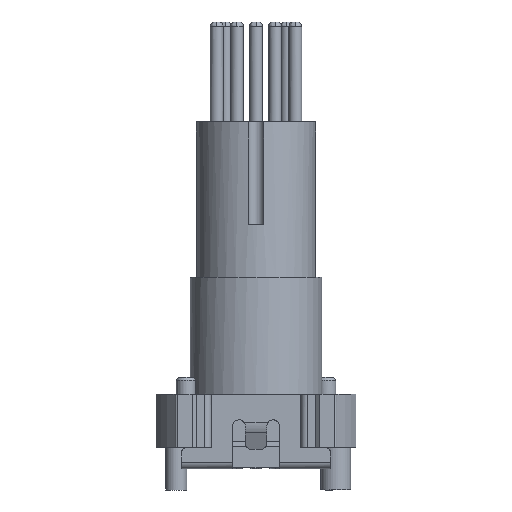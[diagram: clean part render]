
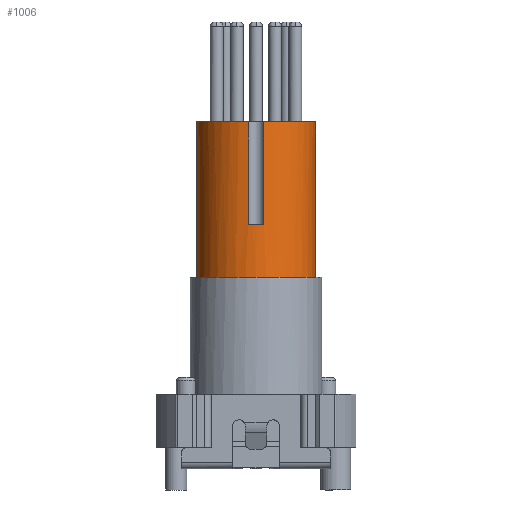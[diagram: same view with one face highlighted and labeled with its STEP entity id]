
A CAD part, left-side view. The second image highlights one B-rep face of the part: STEP entity #1006.
In plain terms, the highlighted cylindrical face has radius 2.8 mm (diameter 5.6 mm), a partial arc.
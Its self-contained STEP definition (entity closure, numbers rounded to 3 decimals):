
#279=AXIS2_PLACEMENT_3D('Circle Axis2P3D',#277,#278,$) ;
#293=AXIS2_PLACEMENT_3D('Circle Axis2P3D',#291,#292,$) ;
#975=AXIS2_PLACEMENT_3D('Cylinder Axis2P3D',#972,#973,#974) ;
#986=AXIS2_PLACEMENT_3D('Circle Axis2P3D',#984,#985,$) ;
#258=CARTESIAN_POINT('Vertex',(2.425,5.075,17.3)) ;
#274=CARTESIAN_POINT('Vertex',(2.425,4.325,17.3)) ;
#277=CARTESIAN_POINT('Axis2P3D Location',(5.2,4.7,17.3)) ;
#281=CARTESIAN_POINT('Vertex',(5.2,1.9,17.3)) ;
#288=CARTESIAN_POINT('Vertex',(5.2,7.5,17.3)) ;
#291=CARTESIAN_POINT('Axis2P3D Location',(5.2,4.7,17.3)) ;
#906=CARTESIAN_POINT('Line Origine',(2.425,4.325,14.9)) ;
#910=CARTESIAN_POINT('Vertex',(2.425,4.325,12.5)) ;
#932=CARTESIAN_POINT('Control Point',(2.425,4.325,12.5)) ;
#933=CARTESIAN_POINT('Control Point',(2.405,4.474,12.5)) ;
#934=CARTESIAN_POINT('Control Point',(2.395,4.624,12.5)) ;
#935=CARTESIAN_POINT('Control Point',(2.395,4.776,12.5)) ;
#936=CARTESIAN_POINT('Control Point',(2.405,4.926,12.5)) ;
#937=CARTESIAN_POINT('Control Point',(2.425,5.075,12.5)) ;
#938=CARTESIAN_POINT('Vertex',(2.425,5.075,12.5)) ;
#959=CARTESIAN_POINT('Line Origine',(2.425,5.075,14.9)) ;
#972=CARTESIAN_POINT('Axis2P3D Location',(5.2,4.7,9.8)) ;
#977=CARTESIAN_POINT('Line Origine',(5.2,7.5,9.8)) ;
#981=CARTESIAN_POINT('Vertex',(5.2,7.5,10.)) ;
#984=CARTESIAN_POINT('Axis2P3D Location',(5.2,4.7,10.)) ;
#988=CARTESIAN_POINT('Vertex',(5.2,1.9,10.)) ;
#991=CARTESIAN_POINT('Line Origine',(5.2,1.9,9.8)) ;
#278=DIRECTION('Axis2P3D Direction',(0.,0.,-1.)) ;
#292=DIRECTION('Axis2P3D Direction',(0.,0.,-1.)) ;
#907=DIRECTION('Vector Direction',(0.,0.,-1.)) ;
#960=DIRECTION('Vector Direction',(0.,0.,1.)) ;
#973=DIRECTION('Axis2P3D Direction',(0.,0.,1.)) ;
#974=DIRECTION('Axis2P3D XDirection',(0.,1.,0.)) ;
#978=DIRECTION('Vector Direction',(0.,0.,1.)) ;
#985=DIRECTION('Axis2P3D Direction',(0.,0.,1.)) ;
#992=DIRECTION('Vector Direction',(0.,0.,1.)) ;
#908=VECTOR('Line Direction',#907,1.) ;
#961=VECTOR('Line Direction',#960,1.) ;
#979=VECTOR('Line Direction',#978,1.) ;
#993=VECTOR('Line Direction',#992,1.) ;
#997=ORIENTED_EDGE('',*,*,#983,.T.) ;
#998=ORIENTED_EDGE('',*,*,#990,.T.) ;
#999=ORIENTED_EDGE('',*,*,#995,.T.) ;
#1000=ORIENTED_EDGE('',*,*,#283,.T.) ;
#1001=ORIENTED_EDGE('',*,*,#912,.T.) ;
#1002=ORIENTED_EDGE('',*,*,#940,.T.) ;
#1003=ORIENTED_EDGE('',*,*,#963,.T.) ;
#1004=ORIENTED_EDGE('',*,*,#295,.T.) ;
#1006=ADVANCED_FACE('Hauptkoerper',(#1005),#976,.T.) ;
#931=B_SPLINE_CURVE_WITH_KNOTS('',5,(#932,#933,#934,#935,#936,#937),.UNSPECIFIED.,.F.,.U.,(6,6),(0.,1.062),.UNSPECIFIED.) ;
#280=CIRCLE('generated circle',#279,2.8) ;
#294=CIRCLE('generated circle',#293,2.8) ;
#987=CIRCLE('generated circle',#986,2.8) ;
#976=CYLINDRICAL_SURFACE('generated cylinder',#975,2.8) ;
#283=EDGE_CURVE('',#282,#275,#280,.T.) ;
#295=EDGE_CURVE('',#259,#289,#294,.T.) ;
#912=EDGE_CURVE('',#275,#911,#909,.T.) ;
#940=EDGE_CURVE('',#911,#939,#931,.T.) ;
#963=EDGE_CURVE('',#939,#259,#962,.T.) ;
#983=EDGE_CURVE('',#289,#982,#980,.F.) ;
#990=EDGE_CURVE('',#982,#989,#987,.T.) ;
#995=EDGE_CURVE('',#989,#282,#994,.T.) ;
#996=EDGE_LOOP('',(#997,#998,#999,#1000,#1001,#1002,#1003,#1004)) ;
#1005=FACE_OUTER_BOUND('',#996,.T.) ;
#909=LINE('Line',#906,#908) ;
#962=LINE('Line',#959,#961) ;
#980=LINE('Line',#977,#979) ;
#994=LINE('Line',#991,#993) ;
#259=VERTEX_POINT('',#258) ;
#275=VERTEX_POINT('',#274) ;
#282=VERTEX_POINT('',#281) ;
#289=VERTEX_POINT('',#288) ;
#911=VERTEX_POINT('',#910) ;
#939=VERTEX_POINT('',#938) ;
#982=VERTEX_POINT('',#981) ;
#989=VERTEX_POINT('',#988) ;
